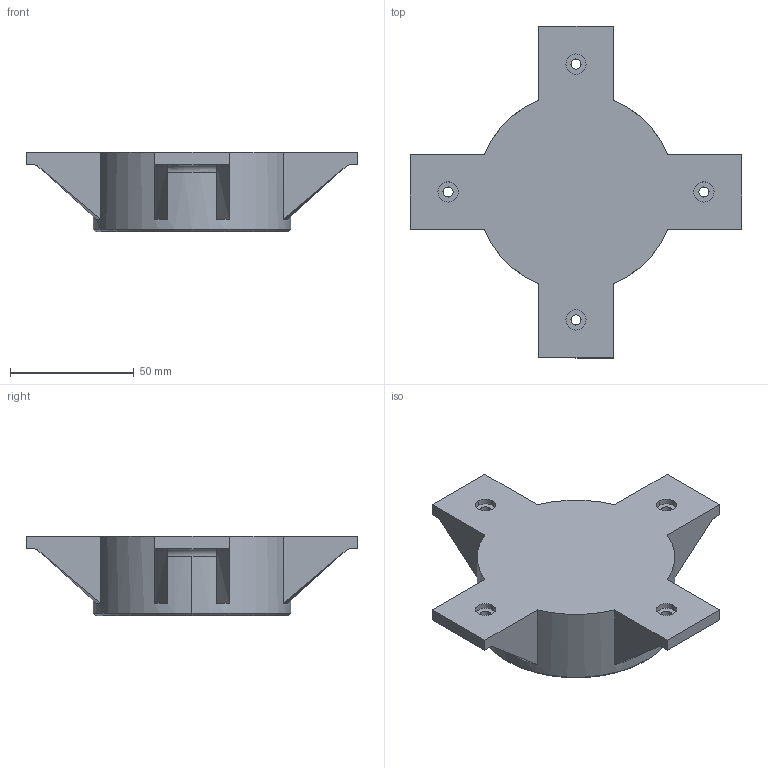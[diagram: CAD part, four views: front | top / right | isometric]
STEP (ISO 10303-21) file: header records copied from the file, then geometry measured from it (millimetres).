
FILE_DESCRIPTION (( 'STEP AP214' ), '1' );
FILE_NAME ('bodyMain_baseBody_001.STEP', '2024-12-15T00:55:04', ( '' ), ( '' ), 'SwSTEP 2.0', 'SolidWorks 2024', '' );
FILE_SCHEMA (( 'AUTOMOTIVE_DESIGN' ));
Length unit declared in the file: millimetre
Products named in the file (1): bodyMain_baseBody_001
Bounding box: 134.16 x 134.16 x 32.1 mm (x, y, z)
Volume: 101928 mm3; surface area: 35806.9 mm2
Topology: 1 solids, 1 shells, 122 faces, 323 edges, 209 vertices
Faces by surface type: plane 54, cylinder 33, bspline 16, cone 12, torus 7
Entity records: 4406 total; most frequent: CARTESIAN_POINT 1441, ORIENTED_EDGE 646, DIRECTION 565, EDGE_CURVE 323, VERTEX_POINT 209, AXIS2_PLACEMENT_3D 201, VECTOR 163, LINE 163
